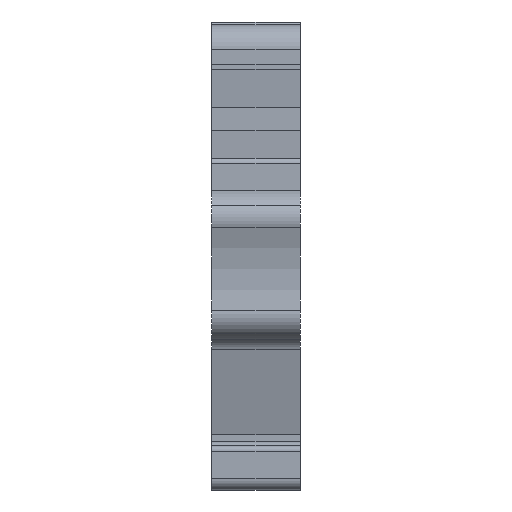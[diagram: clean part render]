
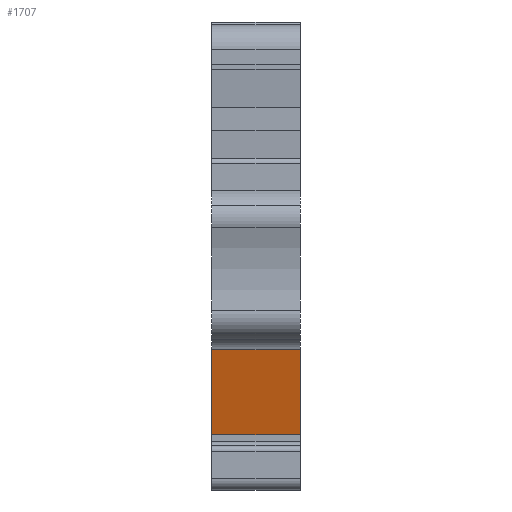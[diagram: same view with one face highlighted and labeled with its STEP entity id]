
A CAD part, left-side view. The second image highlights one B-rep face of the part: STEP entity #1707.
In plain terms, the highlighted planar face has unit normal (-0.966, 0, -0.259).
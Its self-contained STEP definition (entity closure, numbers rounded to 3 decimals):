
#33=PLANE('',#1849);
#290=ORIENTED_EDGE('',*,*,#694,.F.);
#291=ORIENTED_EDGE('',*,*,#790,.T.);
#292=ORIENTED_EDGE('',*,*,#791,.T.);
#293=ORIENTED_EDGE('',*,*,#792,.F.);
#694=EDGE_CURVE('',#954,#955,#1115,.T.);
#790=EDGE_CURVE('',#954,#1035,#1186,.T.);
#791=EDGE_CURVE('',#1035,#1036,#1187,.T.);
#792=EDGE_CURVE('',#955,#1036,#1188,.T.);
#954=VERTEX_POINT('',#2533);
#955=VERTEX_POINT('',#2535);
#1035=VERTEX_POINT('',#2726);
#1036=VERTEX_POINT('',#2728);
#1115=LINE('',#2534,#1299);
#1186=LINE('',#2725,#1370);
#1187=LINE('',#2727,#1371);
#1188=LINE('',#2729,#1372);
#1299=VECTOR('',#2006,1000.);
#1370=VECTOR('',#2157,1000.);
#1371=VECTOR('',#2158,1000.);
#1372=VECTOR('',#2159,1000.);
#1486=EDGE_LOOP('',(#290,#291,#292,#293));
#1578=FACE_BOUND('',#1486,.T.);
#1707=ADVANCED_FACE('',(#1578),#33,.F.);
#1849=AXIS2_PLACEMENT_3D('',#2724,#2155,#2156);
#2006=DIRECTION('',(0.259,0.,-0.966));
#2155=DIRECTION('',(0.966,0.,0.259));
#2156=DIRECTION('',(0.259,0.,-0.966));
#2157=DIRECTION('',(0.,1.,0.));
#2158=DIRECTION('',(0.259,0.,-0.966));
#2159=DIRECTION('',(0.,1.,0.));
#2533=CARTESIAN_POINT('',(-28.065,-8.,-8.337));
#2534=CARTESIAN_POINT('',(-28.216,-8.,-7.776));
#2535=CARTESIAN_POINT('',(-26.,-8.,-16.045));
#2724=CARTESIAN_POINT('',(-28.216,-8.,-7.776));
#2725=CARTESIAN_POINT('',(-28.065,0.,-8.337));
#2726=CARTESIAN_POINT('',(-28.065,0.,-8.337));
#2727=CARTESIAN_POINT('',(-28.216,0.,-7.776));
#2728=CARTESIAN_POINT('',(-26.,0.,-16.045));
#2729=CARTESIAN_POINT('',(-26.,-8.,-16.045));
